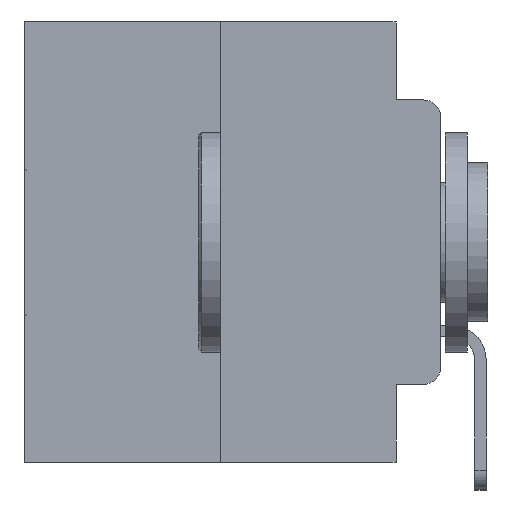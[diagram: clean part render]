
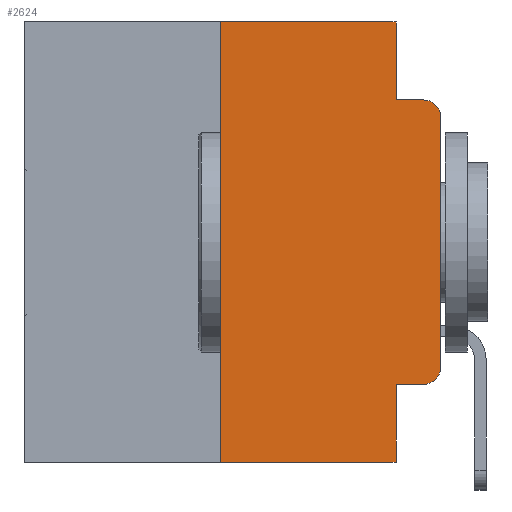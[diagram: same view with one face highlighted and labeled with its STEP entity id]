
A CAD part, left-side view. The second image highlights one B-rep face of the part: STEP entity #2624.
In plain terms, the highlighted planar face has unit normal (-1, 0, 0).
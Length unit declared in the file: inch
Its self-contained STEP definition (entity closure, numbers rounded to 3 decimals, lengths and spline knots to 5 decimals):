
#423 = CARTESIAN_POINT ( 'NONE',  ( 0., 0.473, -0.5 ) ) ;
#935 = VERTEX_POINT ( 'NONE', #21476 ) ;
#1523 = LINE ( 'NONE', #423, #13295 ) ;
#2038 = EDGE_CURVE ( 'NONE', #7761, #6545, #7104, .T. ) ;
#2624 = ADVANCED_FACE ( 'NONE', ( #10295 ), #14571, .F. ) ;
#2662 = CARTESIAN_POINT ( 'NONE',  ( 0., 0.051, 0. ) ) ;
#2838 = VECTOR ( 'NONE', #11979, 39.37008 ) ;
#3827 = VECTOR ( 'NONE', #24048, 39.37008 ) ;
#4778 = VERTEX_POINT ( 'NONE', #9845 ) ;
#5037 = CARTESIAN_POINT ( 'NONE',  ( 0., 0., 0. ) ) ;
#5904 = ORIENTED_EDGE ( 'NONE', *, *, #23940, .T. ) ;
#6050 = VECTOR ( 'NONE', #13666, 39.37008 ) ;
#6545 = VERTEX_POINT ( 'NONE', #19388 ) ;
#7104 = CIRCLE ( 'NONE', #10396, 0.02 ) ;
#7435 = ORIENTED_EDGE ( 'NONE', *, *, #22269, .T. ) ;
#7523 = VERTEX_POINT ( 'NONE', #25128 ) ;
#7718 = AXIS2_PLACEMENT_3D ( 'NONE', #22504, #14469, #14436 ) ;
#7761 = VERTEX_POINT ( 'NONE', #14821 ) ;
#7768 = VERTEX_POINT ( 'NONE', #28131 ) ;
#8620 = EDGE_LOOP ( 'NONE', ( #7435, #8933, #18600, #19670, #10269, #10597, #26905, #14644, #29319, #5904 ) ) ;
#8933 = ORIENTED_EDGE ( 'NONE', *, *, #2038, .T. ) ;
#8978 = EDGE_CURVE ( 'NONE', #17047, #935, #15254, .T. ) ;
#9828 = DIRECTION ( 'NONE',  ( 0., -1., 0. ) ) ;
#9845 = CARTESIAN_POINT ( 'NONE',  ( 0., 0.051, 0. ) ) ;
#10269 = ORIENTED_EDGE ( 'NONE', *, *, #23539, .F. ) ;
#10295 = FACE_OUTER_BOUND ( 'NONE', #8620, .T. ) ;
#10396 = AXIS2_PLACEMENT_3D ( 'NONE', #28140, #28081, #27984 ) ;
#10597 = ORIENTED_EDGE ( 'NONE', *, *, #8978, .F. ) ;
#10647 = VECTOR ( 'NONE', #14106, 39.37008 ) ;
#10824 = DIRECTION ( 'NONE',  ( -1., 0., 0. ) ) ;
#10886 = VECTOR ( 'NONE', #25186, 39.37008 ) ;
#10970 = LINE ( 'NONE', #5037, #17773 ) ;
#10971 = CARTESIAN_POINT ( 'NONE',  ( 0., 0.051, -0.5 ) ) ;
#11174 = VECTOR ( 'NONE', #21083, 39.37008 ) ;
#11396 = LINE ( 'NONE', #11887, #10647 ) ;
#11668 = CARTESIAN_POINT ( 'NONE',  ( 0., 0.473, 0. ) ) ;
#11887 = CARTESIAN_POINT ( 'NONE',  ( 0., 0.051, -0.4115 ) ) ;
#11979 = DIRECTION ( 'NONE',  ( 0., 0., 1. ) ) ;
#12827 = CARTESIAN_POINT ( 'NONE',  ( 0., 0.25, -0.5 ) ) ;
#13295 = VECTOR ( 'NONE', #9828, 39.37008 ) ;
#13666 = DIRECTION ( 'NONE',  ( 0., 0., -1. ) ) ;
#14106 = DIRECTION ( 'NONE',  ( 0., -1., 0. ) ) ;
#14295 = CARTESIAN_POINT ( 'NONE',  ( 0., 0.25, 0. ) ) ;
#14436 = DIRECTION ( 'NONE',  ( 0., 0., -1. ) ) ;
#14469 = DIRECTION ( 'NONE',  ( 1., 0., 0. ) ) ;
#14571 = PLANE ( 'NONE',  #7718 ) ;
#14644 = ORIENTED_EDGE ( 'NONE', *, *, #26394, .F. ) ;
#14821 = CARTESIAN_POINT ( 'NONE',  ( 0., 0., -0.1085 ) ) ;
#14936 = VERTEX_POINT ( 'NONE', #28323 ) ;
#15254 = LINE ( 'NONE', #14295, #2838 ) ;
#15255 = AXIS2_PLACEMENT_3D ( 'NONE', #24376, #10824, #26629 ) ;
#15896 = LINE ( 'NONE', #17310, #3827 ) ;
#16661 = EDGE_CURVE ( 'NONE', #4778, #28819, #23474, .T. ) ;
#16984 = LINE ( 'NONE', #11668, #10886 ) ;
#17047 = VERTEX_POINT ( 'NONE', #12827 ) ;
#17310 = CARTESIAN_POINT ( 'NONE',  ( 0., 0.051, -0.0885 ) ) ;
#17773 = VECTOR ( 'NONE', #21050, 39.37008 ) ;
#18600 = ORIENTED_EDGE ( 'NONE', *, *, #26009, .F. ) ;
#18668 = LINE ( 'NONE', #2662, #11174 ) ;
#19178 = EDGE_CURVE ( 'NONE', #17047, #20159, #1523, .T. ) ;
#19388 = CARTESIAN_POINT ( 'NONE',  ( 0., 0.02, -0.0885 ) ) ;
#19670 = ORIENTED_EDGE ( 'NONE', *, *, #16661, .F. ) ;
#20159 = VERTEX_POINT ( 'NONE', #10971 ) ;
#20386 = EDGE_CURVE ( 'NONE', #7768, #14936, #11396, .T. ) ;
#21050 = DIRECTION ( 'NONE',  ( 0., 0., 1. ) ) ;
#21083 = DIRECTION ( 'NONE',  ( 0., 0., -1. ) ) ;
#21476 = CARTESIAN_POINT ( 'NONE',  ( 0., 0.25, 0. ) ) ;
#22269 = EDGE_CURVE ( 'NONE', #7523, #7761, #10970, .T. ) ;
#22504 = CARTESIAN_POINT ( 'NONE',  ( 0., 0.473, 0. ) ) ;
#23244 = CARTESIAN_POINT ( 'NONE',  ( 0., 0.051, -0.0885 ) ) ;
#23474 = LINE ( 'NONE', #27121, #6050 ) ;
#23539 = EDGE_CURVE ( 'NONE', #935, #4778, #16984, .T. ) ;
#23940 = EDGE_CURVE ( 'NONE', #14936, #7523, #28145, .T. ) ;
#24048 = DIRECTION ( 'NONE',  ( 0., -1., 0. ) ) ;
#24376 = CARTESIAN_POINT ( 'NONE',  ( 0., 0.02, -0.3915 ) ) ;
#25128 = CARTESIAN_POINT ( 'NONE',  ( 0., 0., -0.3915 ) ) ;
#25186 = DIRECTION ( 'NONE',  ( 0., -1., 0. ) ) ;
#26009 = EDGE_CURVE ( 'NONE', #28819, #6545, #15896, .T. ) ;
#26394 = EDGE_CURVE ( 'NONE', #7768, #20159, #18668, .T. ) ;
#26629 = DIRECTION ( 'NONE',  ( 0., 0., -1. ) ) ;
#26905 = ORIENTED_EDGE ( 'NONE', *, *, #19178, .T. ) ;
#27121 = CARTESIAN_POINT ( 'NONE',  ( 0., 0.051, 0. ) ) ;
#27984 = DIRECTION ( 'NONE',  ( 0., 0., -1. ) ) ;
#28081 = DIRECTION ( 'NONE',  ( -1., 0., 0. ) ) ;
#28131 = CARTESIAN_POINT ( 'NONE',  ( 0., 0.051, -0.4115 ) ) ;
#28140 = CARTESIAN_POINT ( 'NONE',  ( 0., 0.02, -0.1085 ) ) ;
#28145 = CIRCLE ( 'NONE', #15255, 0.02 ) ;
#28323 = CARTESIAN_POINT ( 'NONE',  ( 0., 0.02, -0.4115 ) ) ;
#28819 = VERTEX_POINT ( 'NONE', #23244 ) ;
#29319 = ORIENTED_EDGE ( 'NONE', *, *, #20386, .T. ) ;
